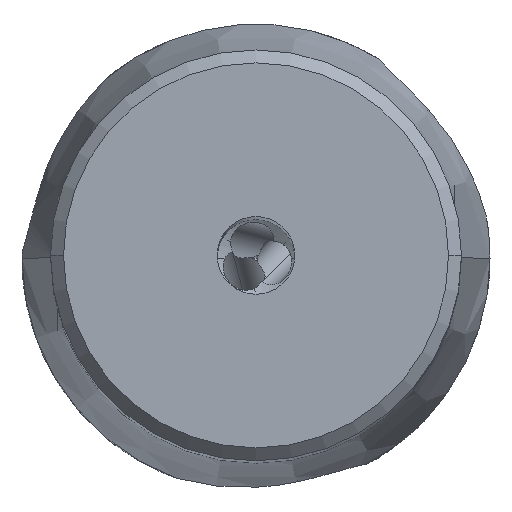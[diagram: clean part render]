
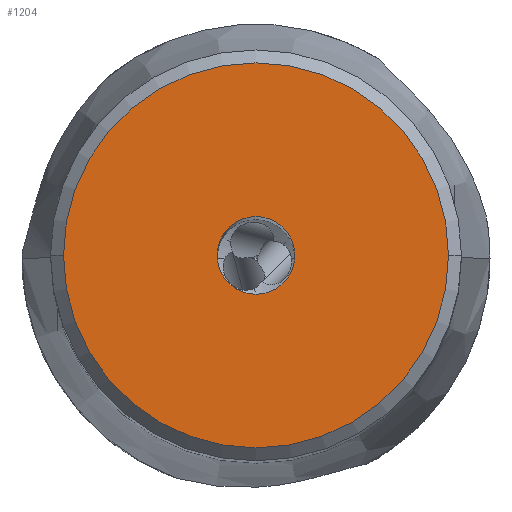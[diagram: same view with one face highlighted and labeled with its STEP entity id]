
A CAD part, top view. The second image highlights one B-rep face of the part: STEP entity #1204.
In plain terms, the highlighted planar face has unit normal (0, 0, 1).
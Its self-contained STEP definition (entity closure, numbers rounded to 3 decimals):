
#137=FACE_BOUND('',#2235,.T.);
#138=FACE_BOUND('',#2236,.T.);
#294=PLANE('',#8766);
#1204=ADVANCED_FACE('',(#137,#138),#294,.T.);
#2235=EDGE_LOOP('',(#4529,#4530));
#2236=EDGE_LOOP('',(#4531,#4532));
#2699=CIRCLE('',#8761,3.);
#2700=CIRCLE('',#8763,14.875);
#2701=CIRCLE('',#8764,14.875);
#2702=CIRCLE('',#8765,3.);
#4529=ORIENTED_EDGE('',*,*,#7180,.F.);
#4530=ORIENTED_EDGE('',*,*,#7181,.F.);
#4531=ORIENTED_EDGE('',*,*,#7182,.F.);
#4532=ORIENTED_EDGE('',*,*,#7179,.F.);
#6068=VERTEX_POINT('',#17103);
#6069=VERTEX_POINT('',#17105);
#6070=VERTEX_POINT('',#17109);
#6071=VERTEX_POINT('',#17110);
#7179=EDGE_CURVE('',#6069,#6068,#2699,.T.);
#7180=EDGE_CURVE('',#6070,#6071,#2700,.T.);
#7181=EDGE_CURVE('',#6071,#6070,#2701,.T.);
#7182=EDGE_CURVE('',#6068,#6069,#2702,.T.);
#8761=AXIS2_PLACEMENT_3D('',#17106,#10518,#10519);
#8763=AXIS2_PLACEMENT_3D('',#17108,#10522,#10523);
#8764=AXIS2_PLACEMENT_3D('',#17111,#10524,#10525);
#8765=AXIS2_PLACEMENT_3D('',#17112,#10526,#10527);
#8766=AXIS2_PLACEMENT_3D('',#17113,#10528,#10529);
#10518=DIRECTION('',(0.,0.,1.));
#10519=DIRECTION('',(-1.,0.,0.));
#10522=DIRECTION('',(0.,0.,-1.));
#10523=DIRECTION('',(-1.,0.,0.));
#10524=DIRECTION('',(0.,0.,-1.));
#10525=DIRECTION('',(1.,0.,0.));
#10526=DIRECTION('',(0.,0.,1.));
#10527=DIRECTION('',(1.,0.,0.));
#10528=DIRECTION('',(0.,0.,1.));
#10529=DIRECTION('',(1.,0.,0.));
#17103=CARTESIAN_POINT('',(3.,0.,0.));
#17105=CARTESIAN_POINT('',(-3.,0.,0.));
#17106=CARTESIAN_POINT('',(0.,0.,0.));
#17108=CARTESIAN_POINT('',(0.,0.,0.));
#17109=CARTESIAN_POINT('',(-14.875,0.,0.));
#17110=CARTESIAN_POINT('',(14.875,0.,0.));
#17111=CARTESIAN_POINT('',(0.,0.,0.));
#17112=CARTESIAN_POINT('',(0.,0.,0.));
#17113=CARTESIAN_POINT('',(0.,0.,0.));
